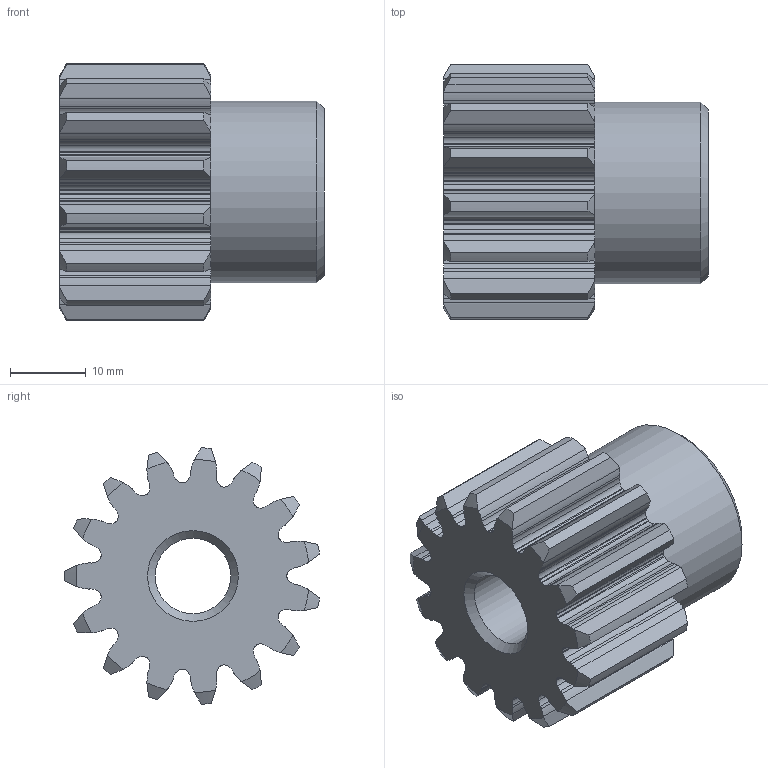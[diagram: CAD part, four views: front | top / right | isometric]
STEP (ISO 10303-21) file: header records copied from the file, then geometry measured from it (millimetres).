
FILE_DESCRIPTION(/* description */ ('Alibre Inc.'),/* implementation_level */ '2;1');
FILE_NAME(/* name */ 'export-39E7B865-6AD1-4E7F-A29B-18AF8BB468B3',/* time_stamp */ '2020-06-28T12:17:16+02:00',/* author */ (''),/* organization */ (''),/* preprocessor_version */ 'ST-DEVELOPER v17',/* originating_system */ 'Alibre',/* authorisation */ '');
FILE_SCHEMA (('AUTOMOTIVE_DESIGN'));
Length unit declared in the file: millimetre
Products named in the file (1): _401020015
Bounding box: 35 x 33.75 x 33.93 mm (x, y, z)
Volume: 17733.2 mm3; surface area: 6958.7 mm2
Topology: 1 solids, 1 shells, 257 faces, 763 edges, 509 vertices
Faces by surface type: cylinder 221, cone 33, plane 3
Full cylindrical faces by diameter (mm): 10 x1, 24 x1
Entity records: 9571 total; most frequent: CARTESIAN_POINT 2078, DIRECTION 1671, ORIENTED_EDGE 1526, EDGE_CURVE 763, AXIS2_PLACEMENT_3D 725, VERTEX_POINT 509, CIRCLE 477, EDGE_LOOP 260
